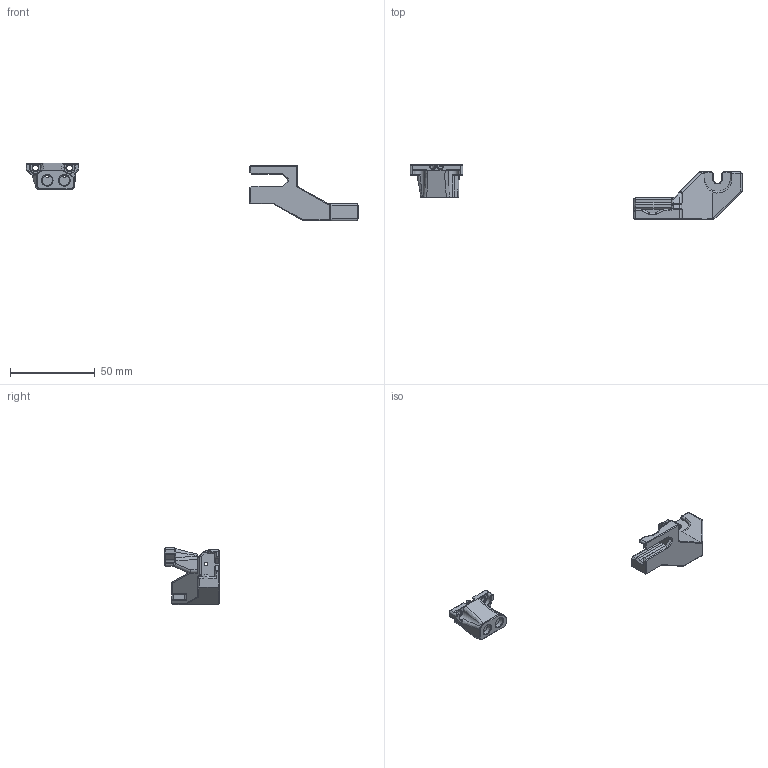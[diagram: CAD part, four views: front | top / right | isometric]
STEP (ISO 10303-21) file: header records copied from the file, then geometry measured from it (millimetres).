
FILE_DESCRIPTION(/* description */ ('','CAx-IF Rec.Pracs.---Representation and Presentation of Product Manufacturing Information (PMI)---4.0---2014-10-13'),/* implementation_level */ '2;1');
FILE_NAME(/* name */ 'Klack_UHF.step',/* time_stamp */ '2024-12-13T19:13:42+02:00',/* author */ (''),/* organization */ (''),/* preprocessor_version */ 'ST-DEVELOPER v20',/* originating_system */ 'Autodesk Translation Framework v13.20.0.188',/* authorisation */ '');
FILE_SCHEMA (('AP242_MANAGED_MODEL_BASED_3D_ENGINEERING_MIM_LF { 1 0 10303 442 1 1 4 }'));
Length unit declared in the file: millimetre
Products named in the file (3): UHF; klack_mount_0_x_uhf; Probe_Dock_UHF (1) (1)
Assembly tree (2 placements, depth 2):
  UHF
    klack_mount_0_x_uhf
    Probe_Dock_UHF (1) (1)
Bounding box: 195.97 x 32.19 x 33.83 mm (x, y, z)
Volume: 17786.7 mm3; surface area: 8274.1 mm2
Topology: 2 solids, 2 shells, 370 faces, 917 edges, 544 vertices
Faces by surface type: plane 171, cylinder 84, cone 50, bspline 49, sphere 13, torus 3
Full cylindrical faces by diameter (mm): 2 x1, 2.5 x2, 3.3 x2, 6.1 x3
Entity records: 13269 total; most frequent: CARTESIAN_POINT 4703, ORIENTED_EDGE 1824, DIRECTION 1683, EDGE_CURVE 912, AXIS2_PLACEMENT_3D 569, LINE 545, VECTOR 545, VERTEX_POINT 544
